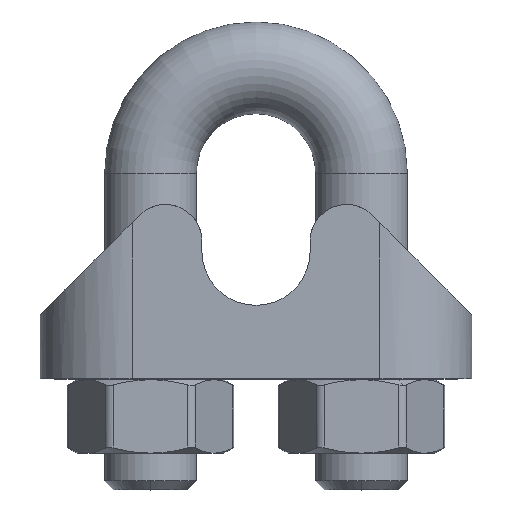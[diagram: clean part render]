
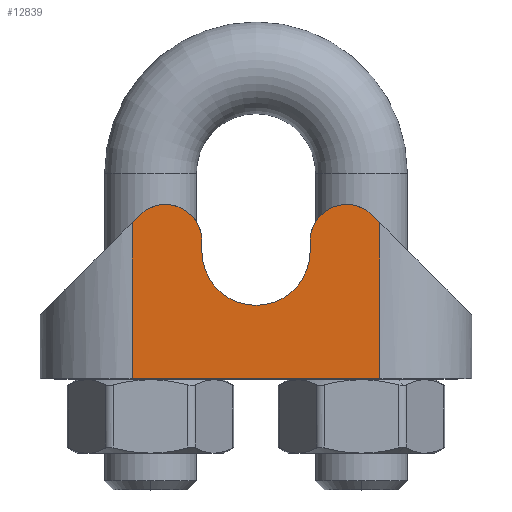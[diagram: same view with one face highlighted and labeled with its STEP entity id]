
A CAD part, top view. The second image highlights one B-rep face of the part: STEP entity #12839.
In plain terms, the highlighted planar face has unit normal (0, 0, 1).
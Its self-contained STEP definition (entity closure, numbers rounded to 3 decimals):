
#155 = CARTESIAN_POINT ( 'NONE',  ( -6.75, 8.5, 5. ) ) ;
#284 = CARTESIAN_POINT ( 'NONE',  ( -11.75, 3.5, 5. ) ) ;
#340 = VERTEX_POINT ( 'NONE', #6705 ) ;
#440 = ORIENTED_EDGE ( 'NONE', *, *, #17494, .T. ) ;
#668 = CARTESIAN_POINT ( 'NONE',  ( 11.75, 3.5, 5. ) ) ;
#974 = VECTOR ( 'NONE', #2513, 1000. ) ;
#1112 = VERTEX_POINT ( 'NONE', #16829 ) ;
#1514 = VECTOR ( 'NONE', #8263, 1000. ) ;
#1567 = LINE ( 'NONE', #2270, #20431 ) ;
#1598 = ORIENTED_EDGE ( 'NONE', *, *, #14935, .T. ) ;
#1621 = VECTOR ( 'NONE', #4427, 1000. ) ;
#1676 = DIRECTION ( 'NONE',  ( -1., 0., 0. ) ) ;
#1720 = CARTESIAN_POINT ( 'NONE',  ( -2.95, 7.5, 5. ) ) ;
#1729 = LINE ( 'NONE', #668, #4436 ) ;
#1795 = CIRCLE ( 'NONE', #17842, 2. ) ;
#1827 = EDGE_CURVE ( 'NONE', #340, #17722, #1729, .T. ) ;
#1985 = VERTEX_POINT ( 'NONE', #155 ) ;
#2074 = FACE_OUTER_BOUND ( 'NONE', #8832, .T. ) ;
#2270 = CARTESIAN_POINT ( 'NONE',  ( 2.95, 9.5, 5. ) ) ;
#2469 = VERTEX_POINT ( 'NONE', #16586 ) ;
#2513 = DIRECTION ( 'NONE',  ( 0., -1., 0. ) ) ;
#2700 = LINE ( 'NONE', #7150, #974 ) ;
#2789 = LINE ( 'NONE', #7058, #5996 ) ;
#3270 = ORIENTED_EDGE ( 'NONE', *, *, #9350, .T. ) ;
#3577 = PLANE ( 'NONE',  #4256 ) ;
#4161 = ORIENTED_EDGE ( 'NONE', *, *, #18830, .T. ) ;
#4256 = AXIS2_PLACEMENT_3D ( 'NONE', #19669, #19463, #11615 ) ;
#4427 = DIRECTION ( 'NONE',  ( 0., -1., 0. ) ) ;
#4436 = VECTOR ( 'NONE', #7052, 1000. ) ;
#5846 = VECTOR ( 'NONE', #9732, 1000. ) ;
#5996 = VECTOR ( 'NONE', #11903, 1000. ) ;
#6247 = CARTESIAN_POINT ( 'NONE',  ( 4.936, 9.5, 5. ) ) ;
#6705 = CARTESIAN_POINT ( 'NONE',  ( 6.336, 8.914, 5. ) ) ;
#6795 = AXIS2_PLACEMENT_3D ( 'NONE', #16668, #8905, #7108 ) ;
#6845 = CARTESIAN_POINT ( 'NONE',  ( 4.922, 7.5, 5. ) ) ;
#7052 = DIRECTION ( 'NONE',  ( 0.707, -0.707, 0. ) ) ;
#7058 = CARTESIAN_POINT ( 'NONE',  ( -2.95, 6.95, 5. ) ) ;
#7108 = DIRECTION ( 'NONE',  ( -1., 0., 0. ) ) ;
#7150 = CARTESIAN_POINT ( 'NONE',  ( 6.75, 9.5, 5. ) ) ;
#7884 = VERTEX_POINT ( 'NONE', #19162 ) ;
#7905 = DIRECTION ( 'NONE',  ( 0., 0., 1. ) ) ;
#8188 = ORIENTED_EDGE ( 'NONE', *, *, #20505, .F. ) ;
#8263 = DIRECTION ( 'NONE',  ( -0.707, -0.707, 0. ) ) ;
#8337 = EDGE_CURVE ( 'NONE', #18656, #1112, #17011, .T. ) ;
#8421 = VERTEX_POINT ( 'NONE', #6247 ) ;
#8425 = CARTESIAN_POINT ( 'NONE',  ( -6.75, 0., 5. ) ) ;
#8643 = DIRECTION ( 'NONE',  ( 0., 1., 0. ) ) ;
#8765 = CIRCLE ( 'NONE', #8915, 2.95 ) ;
#8832 = EDGE_LOOP ( 'NONE', ( #10464, #1598, #4161, #9473, #12394, #10769, #18051, #9274, #440, #3270, #20545, #8188 ) ) ;
#8905 = DIRECTION ( 'NONE',  ( 0., 0., 1. ) ) ;
#8915 = AXIS2_PLACEMENT_3D ( 'NONE', #9586, #16022, #12917 ) ;
#9274 = ORIENTED_EDGE ( 'NONE', *, *, #12973, .T. ) ;
#9350 = EDGE_CURVE ( 'NONE', #1985, #18656, #18496, .T. ) ;
#9414 = EDGE_CURVE ( 'NONE', #11492, #7884, #17987, .T. ) ;
#9473 = ORIENTED_EDGE ( 'NONE', *, *, #12786, .F. ) ;
#9586 = CARTESIAN_POINT ( 'NONE',  ( 0., 6.95, 5. ) ) ;
#9732 = DIRECTION ( 'NONE',  ( 1., 0., 0. ) ) ;
#10101 = DIRECTION ( 'NONE',  ( 0., 0., 1. ) ) ;
#10464 = ORIENTED_EDGE ( 'NONE', *, *, #1827, .F. ) ;
#10663 = CARTESIAN_POINT ( 'NONE',  ( 6.75, 8.5, 5. ) ) ;
#10769 = ORIENTED_EDGE ( 'NONE', *, *, #15533, .F. ) ;
#10973 = CARTESIAN_POINT ( 'NONE',  ( -6.75, 0., 5. ) ) ;
#11492 = VERTEX_POINT ( 'NONE', #1720 ) ;
#11615 = DIRECTION ( 'NONE',  ( -1., 0., 0. ) ) ;
#11896 = CIRCLE ( 'NONE', #13478, 2. ) ;
#11903 = DIRECTION ( 'NONE',  ( 0., -1., 0. ) ) ;
#11993 = CIRCLE ( 'NONE', #6795, 2. ) ;
#12118 = CARTESIAN_POINT ( 'NONE',  ( -6.336, 8.914, 5. ) ) ;
#12394 = ORIENTED_EDGE ( 'NONE', *, *, #13513, .F. ) ;
#12673 = CARTESIAN_POINT ( 'NONE',  ( -2.95, 6.95, 5. ) ) ;
#12786 = EDGE_CURVE ( 'NONE', #13940, #2469, #1567, .T. ) ;
#12839 = ADVANCED_FACE ( 'NONE', ( #2074 ), #3577, .F. ) ;
#12917 = DIRECTION ( 'NONE',  ( 1., 0., 0. ) ) ;
#12973 = EDGE_CURVE ( 'NONE', #7884, #14786, #11993, .T. ) ;
#13478 = AXIS2_PLACEMENT_3D ( 'NONE', #14345, #7905, #1676 ) ;
#13513 = EDGE_CURVE ( 'NONE', #14821, #13940, #8765, .T. ) ;
#13940 = VERTEX_POINT ( 'NONE', #15931 ) ;
#13953 = AXIS2_PLACEMENT_3D ( 'NONE', #20323, #20600, #15785 ) ;
#14345 = CARTESIAN_POINT ( 'NONE',  ( 4.95, 7.5, 5. ) ) ;
#14786 = VERTEX_POINT ( 'NONE', #12118 ) ;
#14793 = DIRECTION ( 'NONE',  ( -1., 0., 0. ) ) ;
#14821 = VERTEX_POINT ( 'NONE', #12673 ) ;
#14935 = EDGE_CURVE ( 'NONE', #340, #8421, #1795, .T. ) ;
#15533 = EDGE_CURVE ( 'NONE', #11492, #14821, #2789, .T. ) ;
#15785 = DIRECTION ( 'NONE',  ( -1., 0., 0. ) ) ;
#15931 = CARTESIAN_POINT ( 'NONE',  ( 2.95, 6.95, 5. ) ) ;
#16022 = DIRECTION ( 'NONE',  ( 0., 0., 1. ) ) ;
#16586 = CARTESIAN_POINT ( 'NONE',  ( 2.95, 7.5, 5. ) ) ;
#16668 = CARTESIAN_POINT ( 'NONE',  ( -4.922, 7.5, 5. ) ) ;
#16829 = CARTESIAN_POINT ( 'NONE',  ( 6.75, 0., 5. ) ) ;
#17011 = LINE ( 'NONE', #10973, #5846 ) ;
#17494 = EDGE_CURVE ( 'NONE', #14786, #1985, #19890, .T. ) ;
#17722 = VERTEX_POINT ( 'NONE', #10663 ) ;
#17842 = AXIS2_PLACEMENT_3D ( 'NONE', #6845, #10101, #14793 ) ;
#17987 = CIRCLE ( 'NONE', #13953, 2. ) ;
#18051 = ORIENTED_EDGE ( 'NONE', *, *, #9414, .T. ) ;
#18496 = LINE ( 'NONE', #18981, #1621 ) ;
#18656 = VERTEX_POINT ( 'NONE', #8425 ) ;
#18830 = EDGE_CURVE ( 'NONE', #8421, #2469, #11896, .T. ) ;
#18981 = CARTESIAN_POINT ( 'NONE',  ( -6.75, 9.5, 5. ) ) ;
#19162 = CARTESIAN_POINT ( 'NONE',  ( -4.936, 9.5, 5. ) ) ;
#19463 = DIRECTION ( 'NONE',  ( 0., 0., -1. ) ) ;
#19669 = CARTESIAN_POINT ( 'NONE',  ( -6.75, 9.5, 5. ) ) ;
#19890 = LINE ( 'NONE', #284, #1514 ) ;
#20323 = CARTESIAN_POINT ( 'NONE',  ( -4.95, 7.5, 5. ) ) ;
#20431 = VECTOR ( 'NONE', #8643, 1000. ) ;
#20505 = EDGE_CURVE ( 'NONE', #17722, #1112, #2700, .T. ) ;
#20545 = ORIENTED_EDGE ( 'NONE', *, *, #8337, .T. ) ;
#20600 = DIRECTION ( 'NONE',  ( 0., 0., 1. ) ) ;
